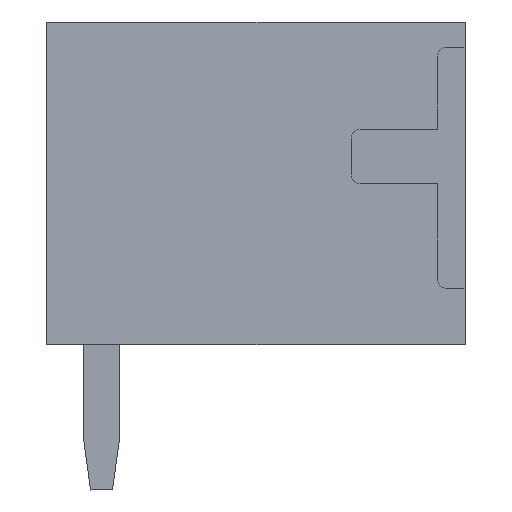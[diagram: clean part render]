
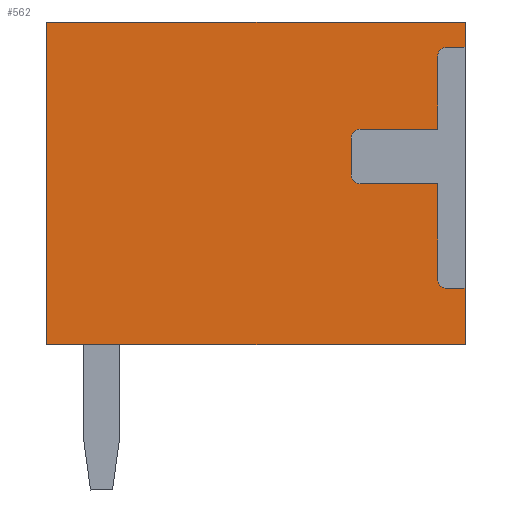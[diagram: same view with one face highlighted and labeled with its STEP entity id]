
A CAD part, left-side view. The second image highlights one B-rep face of the part: STEP entity #562.
In plain terms, the highlighted planar face has unit normal (-1, 0, 0).
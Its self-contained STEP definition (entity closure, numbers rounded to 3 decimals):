
#439=AXIS2_PLACEMENT_3D('Plane Axis2P3D',#436,#437,#438) ;
#443=AXIS2_PLACEMENT_3D('Circle Axis2P3D',#441,#442,$) ;
#466=AXIS2_PLACEMENT_3D('Circle Axis2P3D',#464,#465,$) ;
#480=AXIS2_PLACEMENT_3D('Circle Axis2P3D',#478,#479,$) ;
#501=AXIS2_PLACEMENT_3D('Circle Axis2P3D',#499,#500,$) ;
#405=CARTESIAN_POINT('Vertex',(0.3,0.4,9.74)) ;
#421=CARTESIAN_POINT('Vertex',(0.3,0.,9.74)) ;
#424=CARTESIAN_POINT('Line Origine',(0.3,0.2,9.74)) ;
#436=CARTESIAN_POINT('Axis2P3D Location',(0.3,0.,0.)) ;
#441=CARTESIAN_POINT('Axis2P3D Location',(0.3,0.4,4.64)) ;
#445=CARTESIAN_POINT('Vertex',(0.3,0.6,4.64)) ;
#447=CARTESIAN_POINT('Vertex',(0.3,0.4,4.44)) ;
#450=CARTESIAN_POINT('Line Origine',(0.3,0.6,5.69)) ;
#454=CARTESIAN_POINT('Vertex',(0.3,0.6,6.74)) ;
#457=CARTESIAN_POINT('Line Origine',(0.3,1.45,6.74)) ;
#461=CARTESIAN_POINT('Vertex',(0.3,2.3,6.74)) ;
#464=CARTESIAN_POINT('Axis2P3D Location',(0.3,2.3,6.94)) ;
#468=CARTESIAN_POINT('Vertex',(0.3,2.5,6.94)) ;
#471=CARTESIAN_POINT('Line Origine',(0.3,2.5,7.34)) ;
#475=CARTESIAN_POINT('Vertex',(0.3,2.5,7.74)) ;
#478=CARTESIAN_POINT('Axis2P3D Location',(0.3,2.3,7.74)) ;
#482=CARTESIAN_POINT('Vertex',(0.3,2.3,7.94)) ;
#485=CARTESIAN_POINT('Line Origine',(0.3,1.45,7.94)) ;
#489=CARTESIAN_POINT('Vertex',(0.3,0.6,7.94)) ;
#492=CARTESIAN_POINT('Line Origine',(0.3,0.6,8.74)) ;
#496=CARTESIAN_POINT('Vertex',(0.3,0.6,9.54)) ;
#499=CARTESIAN_POINT('Axis2P3D Location',(0.3,0.4,9.54)) ;
#504=CARTESIAN_POINT('Line Origine',(0.3,0.,10.02)) ;
#508=CARTESIAN_POINT('Vertex',(0.3,0.,10.3)) ;
#511=CARTESIAN_POINT('Line Origine',(0.3,4.6,10.3)) ;
#515=CARTESIAN_POINT('Vertex',(0.3,9.2,10.3)) ;
#518=CARTESIAN_POINT('Line Origine',(0.3,9.2,6.75)) ;
#522=CARTESIAN_POINT('Vertex',(0.3,9.2,3.2)) ;
#525=CARTESIAN_POINT('Line Origine',(0.3,4.6,3.2)) ;
#529=CARTESIAN_POINT('Vertex',(0.3,0.,3.2)) ;
#532=CARTESIAN_POINT('Line Origine',(0.3,0.,3.82)) ;
#536=CARTESIAN_POINT('Vertex',(0.3,0.,4.44)) ;
#539=CARTESIAN_POINT('Line Origine',(0.3,0.2,4.44)) ;
#425=DIRECTION('Vector Direction',(0.,-1.,0.)) ;
#437=DIRECTION('Axis2P3D Direction',(-1.,0.,0.)) ;
#438=DIRECTION('Axis2P3D XDirection',(0.,-1.,0.)) ;
#442=DIRECTION('Axis2P3D Direction',(-1.,0.,0.)) ;
#451=DIRECTION('Vector Direction',(0.,0.,1.)) ;
#458=DIRECTION('Vector Direction',(0.,1.,0.)) ;
#465=DIRECTION('Axis2P3D Direction',(-1.,0.,0.)) ;
#472=DIRECTION('Vector Direction',(0.,0.,1.)) ;
#479=DIRECTION('Axis2P3D Direction',(-1.,0.,0.)) ;
#486=DIRECTION('Vector Direction',(0.,-1.,0.)) ;
#493=DIRECTION('Vector Direction',(0.,0.,1.)) ;
#500=DIRECTION('Axis2P3D Direction',(-1.,0.,0.)) ;
#505=DIRECTION('Vector Direction',(0.,0.,-1.)) ;
#512=DIRECTION('Vector Direction',(0.,-1.,0.)) ;
#519=DIRECTION('Vector Direction',(0.,0.,1.)) ;
#526=DIRECTION('Vector Direction',(0.,1.,0.)) ;
#533=DIRECTION('Vector Direction',(0.,0.,-1.)) ;
#540=DIRECTION('Vector Direction',(0.,1.,0.)) ;
#426=VECTOR('Line Direction',#425,1.) ;
#452=VECTOR('Line Direction',#451,1.) ;
#459=VECTOR('Line Direction',#458,1.) ;
#473=VECTOR('Line Direction',#472,1.) ;
#487=VECTOR('Line Direction',#486,1.) ;
#494=VECTOR('Line Direction',#493,1.) ;
#506=VECTOR('Line Direction',#505,1.) ;
#513=VECTOR('Line Direction',#512,1.) ;
#520=VECTOR('Line Direction',#519,1.) ;
#527=VECTOR('Line Direction',#526,1.) ;
#534=VECTOR('Line Direction',#533,1.) ;
#541=VECTOR('Line Direction',#540,1.) ;
#545=ORIENTED_EDGE('',*,*,#449,.F.) ;
#546=ORIENTED_EDGE('',*,*,#456,.F.) ;
#547=ORIENTED_EDGE('',*,*,#463,.F.) ;
#548=ORIENTED_EDGE('',*,*,#470,.F.) ;
#549=ORIENTED_EDGE('',*,*,#477,.F.) ;
#550=ORIENTED_EDGE('',*,*,#484,.F.) ;
#551=ORIENTED_EDGE('',*,*,#491,.F.) ;
#552=ORIENTED_EDGE('',*,*,#498,.F.) ;
#553=ORIENTED_EDGE('',*,*,#503,.F.) ;
#554=ORIENTED_EDGE('',*,*,#428,.F.) ;
#555=ORIENTED_EDGE('',*,*,#510,.T.) ;
#556=ORIENTED_EDGE('',*,*,#517,.T.) ;
#557=ORIENTED_EDGE('',*,*,#524,.T.) ;
#558=ORIENTED_EDGE('',*,*,#531,.T.) ;
#559=ORIENTED_EDGE('',*,*,#538,.T.) ;
#560=ORIENTED_EDGE('',*,*,#543,.F.) ;
#562=ADVANCED_FACE('Housing',(#561),#440,.T.) ;
#444=CIRCLE('generated circle',#443,0.2) ;
#467=CIRCLE('generated circle',#466,0.2) ;
#481=CIRCLE('generated circle',#480,0.2) ;
#502=CIRCLE('generated circle',#501,0.2) ;
#428=EDGE_CURVE('',#422,#406,#427,.F.) ;
#449=EDGE_CURVE('',#446,#448,#444,.T.) ;
#456=EDGE_CURVE('',#455,#446,#453,.F.) ;
#463=EDGE_CURVE('',#462,#455,#460,.F.) ;
#470=EDGE_CURVE('',#469,#462,#467,.T.) ;
#477=EDGE_CURVE('',#476,#469,#474,.F.) ;
#484=EDGE_CURVE('',#483,#476,#481,.T.) ;
#491=EDGE_CURVE('',#490,#483,#488,.F.) ;
#498=EDGE_CURVE('',#497,#490,#495,.F.) ;
#503=EDGE_CURVE('',#406,#497,#502,.T.) ;
#510=EDGE_CURVE('',#422,#509,#507,.F.) ;
#517=EDGE_CURVE('',#509,#516,#514,.F.) ;
#524=EDGE_CURVE('',#516,#523,#521,.F.) ;
#531=EDGE_CURVE('',#523,#530,#528,.F.) ;
#538=EDGE_CURVE('',#530,#537,#535,.F.) ;
#543=EDGE_CURVE('',#448,#537,#542,.F.) ;
#544=EDGE_LOOP('',(#545,#546,#547,#548,#549,#550,#551,#552,#553,#554,#555,#556,#557,#558,#559,#560)) ;
#561=FACE_OUTER_BOUND('',#544,.T.) ;
#427=LINE('Line',#424,#426) ;
#453=LINE('Line',#450,#452) ;
#460=LINE('Line',#457,#459) ;
#474=LINE('Line',#471,#473) ;
#488=LINE('Line',#485,#487) ;
#495=LINE('Line',#492,#494) ;
#507=LINE('Line',#504,#506) ;
#514=LINE('Line',#511,#513) ;
#521=LINE('Line',#518,#520) ;
#528=LINE('Line',#525,#527) ;
#535=LINE('Line',#532,#534) ;
#542=LINE('Line',#539,#541) ;
#440=PLANE('',#439) ;
#406=VERTEX_POINT('',#405) ;
#422=VERTEX_POINT('',#421) ;
#446=VERTEX_POINT('',#445) ;
#448=VERTEX_POINT('',#447) ;
#455=VERTEX_POINT('',#454) ;
#462=VERTEX_POINT('',#461) ;
#469=VERTEX_POINT('',#468) ;
#476=VERTEX_POINT('',#475) ;
#483=VERTEX_POINT('',#482) ;
#490=VERTEX_POINT('',#489) ;
#497=VERTEX_POINT('',#496) ;
#509=VERTEX_POINT('',#508) ;
#516=VERTEX_POINT('',#515) ;
#523=VERTEX_POINT('',#522) ;
#530=VERTEX_POINT('',#529) ;
#537=VERTEX_POINT('',#536) ;
